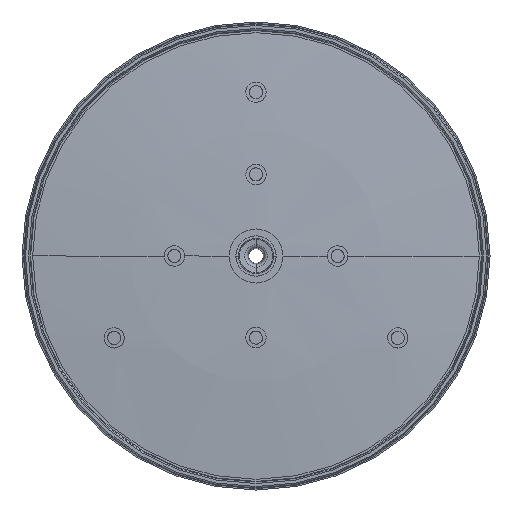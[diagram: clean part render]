
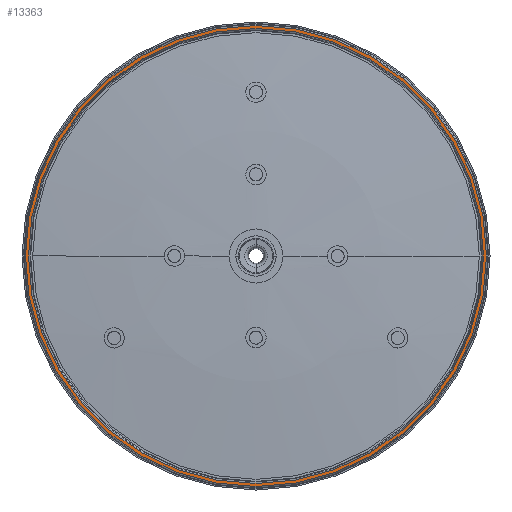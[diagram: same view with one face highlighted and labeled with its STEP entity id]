
A CAD part, front view. The second image highlights one B-rep face of the part: STEP entity #13363.
In plain terms, the highlighted planar face has unit normal (0, -1, 0).
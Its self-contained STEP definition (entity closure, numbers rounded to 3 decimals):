
#4586=CARTESIAN_POINT('',(0.,-10.187,0.));
#4587=DIRECTION('',(0.,-1.,0.));
#4588=DIRECTION('',(0.,0.,1.));
#4589=AXIS2_PLACEMENT_3D('',#4586,#4587,#4588);
#4591=CARTESIAN_POINT('',(0.,-10.187,0.));
#4592=DIRECTION('',(0.,-1.,0.));
#4593=DIRECTION('',(0.,0.,-1.));
#4594=AXIS2_PLACEMENT_3D('',#4591,#4592,#4593);
#4596=CARTESIAN_POINT('',(0.,-10.187,0.));
#4597=DIRECTION('',(0.,1.,0.));
#4598=DIRECTION('',(0.,0.,1.));
#4599=AXIS2_PLACEMENT_3D('',#4596,#4597,#4598);
#4601=CARTESIAN_POINT('',(0.,-10.187,0.));
#4602=DIRECTION('',(0.,1.,0.));
#4603=DIRECTION('',(0.,0.,-1.));
#4604=AXIS2_PLACEMENT_3D('',#4601,#4602,#4603);
#9275=CARTESIAN_POINT('',(0.,-10.187,-68.95));
#9277=VERTEX_POINT('',#9275);
#9279=CARTESIAN_POINT('',(0.,-10.187,68.95));
#9281=VERTEX_POINT('',#9279);
#9284=CARTESIAN_POINT('',(0.,-10.187,68.05));
#9286=VERTEX_POINT('',#9284);
#9288=CARTESIAN_POINT('',(0.,-10.187,-68.05));
#9290=VERTEX_POINT('',#9288);
#13348=CARTESIAN_POINT('',(68.05,-10.187,0.));
#13349=DIRECTION('',(0.,1.,0.));
#13350=DIRECTION('',(0.,0.,1.));
#13351=AXIS2_PLACEMENT_3D('',#13348,#13349,#13350);
#13352=PLANE('',#13351);
#13353=ORIENTED_EDGE('',*,*,#13328,.F.);
#13354=ORIENTED_EDGE('',*,*,#13342,.F.);
#13355=EDGE_LOOP('',(#13353,#13354));
#13356=FACE_OUTER_BOUND('',#13355,.F.);
#13358=ORIENTED_EDGE('',*,*,#13357,.F.);
#13360=ORIENTED_EDGE('',*,*,#13359,.F.);
#13361=EDGE_LOOP('',(#13358,#13360));
#13362=FACE_BOUND('',#13361,.F.);
#13363=ADVANCED_FACE('',(#13356,#13362),#13352,.F.);
#4590=CIRCLE('',#4589,68.95);
#4595=CIRCLE('',#4594,68.95);
#4600=CIRCLE('',#4599,68.05);
#4605=CIRCLE('',#4604,68.05);
#13328=EDGE_CURVE('',#9281,#9277,#4590,.T.);
#13342=EDGE_CURVE('',#9277,#9281,#4595,.T.);
#13357=EDGE_CURVE('',#9286,#9290,#4600,.T.);
#13359=EDGE_CURVE('',#9290,#9286,#4605,.T.);
